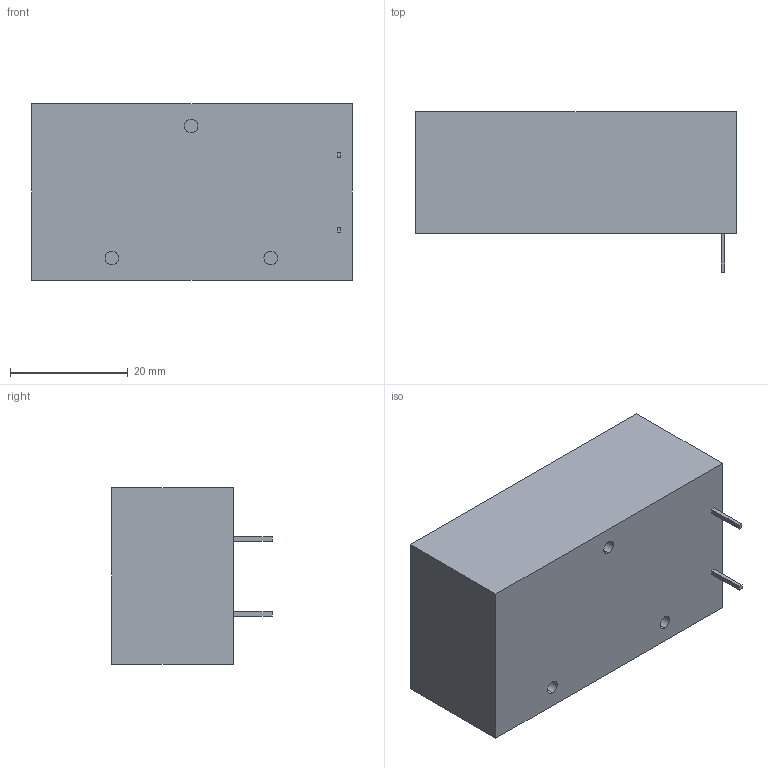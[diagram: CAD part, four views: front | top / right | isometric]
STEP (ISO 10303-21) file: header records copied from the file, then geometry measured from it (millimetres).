
FILE_DESCRIPTION (( 'STEP AP203' ), '1' );
FILE_NAME ('BH9VPC.STEP', '2014-07-23T17:35:34', ( 'Intern' ), ( '' ), 'SwSTEP 2.0', 'SolidWorks 2012', '' );
FILE_SCHEMA (( 'CONFIG_CONTROL_DESIGN' ));
Length unit declared in the file: inch
Products named in the file (1): BH9VPC
Bounding box: 54.36 x 27.23 x 29.97 mm (x, y, z)
Volume: 33576.4 mm3; surface area: 6829.1 mm2
Topology: 1 solids, 1 shells, 25 faces, 54 edges, 36 vertices
Faces by surface type: plane 19, cylinder 6
Entity records: 759 total; most frequent: DIRECTION 118, CARTESIAN_POINT 116, ORIENTED_EDGE 108, EDGE_CURVE 54, VECTOR 42, LINE 42, AXIS2_PLACEMENT_3D 38, VERTEX_POINT 36
